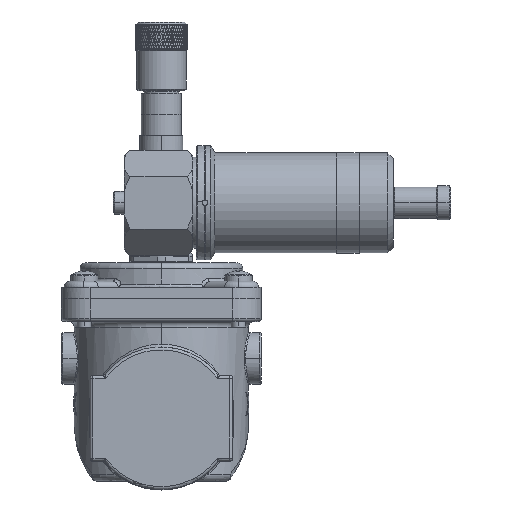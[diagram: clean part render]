
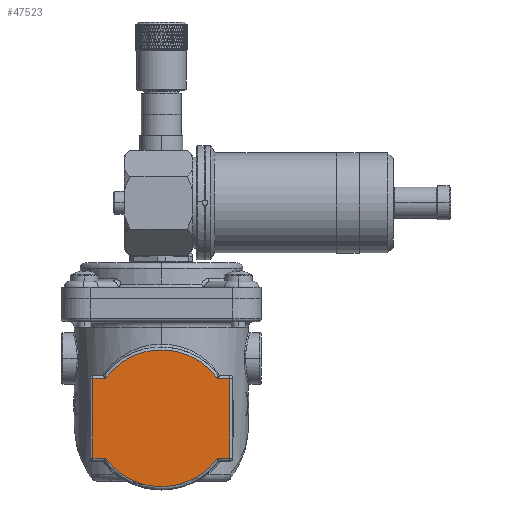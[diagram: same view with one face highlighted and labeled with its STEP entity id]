
A CAD part, top view. The second image highlights one B-rep face of the part: STEP entity #47523.
In plain terms, the highlighted planar face has unit normal (0, 0, 1).
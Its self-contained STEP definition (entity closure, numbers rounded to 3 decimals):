
#1542 = EDGE_CURVE ( 'Defeature completata1_91+Defeature completata1_115+Defeature completata1_111+Defeature completata1_117', #67506, #34645, #83797, .T. ) ;
#6228 = FACE_OUTER_BOUND ( 'NONE', #63998, .T. ) ;
#6634 = DIRECTION ( 'NONE',  ( 1., 0., 0. ) ) ;
#11753 = CIRCLE ( 'NONE', #29513, 24. ) ;
#13201 = ORIENTED_EDGE ( 'NONE', *, *, #88928, .T. ) ;
#13819 = PLANE ( 'NONE',  #56849 ) ;
#15106 = VERTEX_POINT ( 'NONE', #93064 ) ;
#15983 = LINE ( 'NONE', #16989, #58373 ) ;
#16989 = CARTESIAN_POINT ( 'NONE',  ( -24., -56., 48. ) ) ;
#17046 = ORIENTED_EDGE ( 'NONE', *, *, #96646, .T. ) ;
#18755 = CARTESIAN_POINT ( 'NONE',  ( -24., -56., 48. ) ) ;
#19403 = ORIENTED_EDGE ( 'NONE', *, *, #62915, .T. ) ;
#19880 = CARTESIAN_POINT ( 'NONE',  ( 0., -42., 48. ) ) ;
#19964 = CARTESIAN_POINT ( 'NONE',  ( -24., -28., 48. ) ) ;
#20402 = VECTOR ( 'NONE', #57641, 1000. ) ;
#21406 = DIRECTION ( 'NONE',  ( 0., 0., 1. ) ) ;
#22149 = EDGE_CURVE ( 'Defeature completata1_91+Defeature completata1_117+Defeature completata1_115+Defeature completata1_119', #34645, #40480, #35919, .T. ) ;
#28005 = CARTESIAN_POINT ( 'NONE',  ( -24., -28., 48. ) ) ;
#28699 = VERTEX_POINT ( 'NONE', #72449 ) ;
#29284 = CARTESIAN_POINT ( 'NONE',  ( -24., -28., 48. ) ) ;
#29513 = AXIS2_PLACEMENT_3D ( 'NONE', #19880, #44127, #74918 ) ;
#30904 = CARTESIAN_POINT ( 'NONE',  ( 0., -42., 48. ) ) ;
#33367 = ORIENTED_EDGE ( 'NONE', *, *, #58520, .T. ) ;
#34645 = VERTEX_POINT ( 'NONE', #57315 ) ;
#35919 = CIRCLE ( 'NONE', #87536, 24. ) ;
#35990 = VECTOR ( 'NONE', #52029, 1000. ) ;
#40480 = VERTEX_POINT ( 'NONE', #65782 ) ;
#42210 = LINE ( 'NONE', #19964, #81569 ) ;
#44127 = DIRECTION ( 'NONE',  ( 0., 0., 1. ) ) ;
#46435 = CARTESIAN_POINT ( 'NONE',  ( -24., -28., 48. ) ) ;
#47523 = ADVANCED_FACE ( 'Defeature completata1_91', ( #6228 ), #13819, .T. ) ;
#47913 = CARTESIAN_POINT ( 'NONE',  ( 24., -56., 48. ) ) ;
#50243 = VERTEX_POINT ( 'NONE', #74403 ) ;
#51440 = CARTESIAN_POINT ( 'NONE',  ( 24., -28., 48. ) ) ;
#52029 = DIRECTION ( 'NONE',  ( -1., 0., 0. ) ) ;
#54374 = DIRECTION ( 'NONE',  ( 1., 0., 0. ) ) ;
#55871 = ORIENTED_EDGE ( 'NONE', *, *, #1542, .T. ) ;
#56849 = AXIS2_PLACEMENT_3D ( 'NONE', #28005, #21406, #73476 ) ;
#57315 = CARTESIAN_POINT ( 'NONE',  ( 19.494, -28., 48. ) ) ;
#57336 = EDGE_CURVE ( 'Defeature completata1_91+Defeature completata1_108+Defeature completata1_110+Defeature completata1_111', #28699, #64562, #15983, .T. ) ;
#57641 = DIRECTION ( 'NONE',  ( 1., 0., 0. ) ) ;
#58129 = LINE ( 'NONE', #18755, #20402 ) ;
#58373 = VECTOR ( 'NONE', #54374, 1000. ) ;
#58520 = EDGE_CURVE ( 'Defeature completata1_91+Defeature completata1_119+Defeature completata1_117+Defeature completata1_116', #40480, #15106, #82329, .T. ) ;
#60714 = LINE ( 'NONE', #61214, #75906 ) ;
#61214 = CARTESIAN_POINT ( 'NONE',  ( 24., -28., 48. ) ) ;
#61569 = DIRECTION ( 'NONE',  ( -1., 0., 0. ) ) ;
#61730 = DIRECTION ( 'NONE',  ( 0., 0., 1. ) ) ;
#62915 = EDGE_CURVE ( 'Defeature completata1_91+Defeature completata1_111+Defeature completata1_108+Defeature completata1_115', #64562, #67506, #60714, .T. ) ;
#63998 = EDGE_LOOP ( 'NONE', ( #33367, #74176, #17046, #13201, #79834, #19403, #55871, #78221 ) ) ;
#64562 = VERTEX_POINT ( 'NONE', #47913 ) ;
#65782 = CARTESIAN_POINT ( 'NONE',  ( -19.494, -28., 48. ) ) ;
#65924 = CARTESIAN_POINT ( 'NONE',  ( -24., -56., 48. ) ) ;
#67115 = VECTOR ( 'NONE', #61569, 1000. ) ;
#67506 = VERTEX_POINT ( 'NONE', #51440 ) ;
#72449 = CARTESIAN_POINT ( 'NONE',  ( 19.494, -56., 48. ) ) ;
#73476 = DIRECTION ( 'NONE',  ( 1., 0., 0. ) ) ;
#74176 = ORIENTED_EDGE ( 'NONE', *, *, #94763, .T. ) ;
#74403 = CARTESIAN_POINT ( 'NONE',  ( -19.494, -56., 48. ) ) ;
#74918 = DIRECTION ( 'NONE',  ( 1., 0., 0. ) ) ;
#75906 = VECTOR ( 'NONE', #99080, 1000. ) ;
#78221 = ORIENTED_EDGE ( 'NONE', *, *, #22149, .T. ) ;
#79834 = ORIENTED_EDGE ( 'NONE', *, *, #57336, .T. ) ;
#81569 = VECTOR ( 'NONE', #89163, 1000. ) ;
#82329 = LINE ( 'NONE', #29284, #35990 ) ;
#83797 = LINE ( 'NONE', #46435, #67115 ) ;
#85618 = VERTEX_POINT ( 'NONE', #65924 ) ;
#87536 = AXIS2_PLACEMENT_3D ( 'NONE', #30904, #61730, #6634 ) ;
#88928 = EDGE_CURVE ( 'Defeature completata1_91+Defeature completata1_110+Defeature completata1_112+Defeature completata1_108', #50243, #28699, #11753, .T. ) ;
#89163 = DIRECTION ( 'NONE',  ( 0., -1., 0. ) ) ;
#93064 = CARTESIAN_POINT ( 'NONE',  ( -24., -28., 48. ) ) ;
#94763 = EDGE_CURVE ( 'Defeature completata1_91+Defeature completata1_116+Defeature completata1_119+Defeature completata1_112', #15106, #85618, #42210, .T. ) ;
#96646 = EDGE_CURVE ( 'Defeature completata1_91+Defeature completata1_112+Defeature completata1_116+Defeature completata1_110', #85618, #50243, #58129, .T. ) ;
#99080 = DIRECTION ( 'NONE',  ( 0., 1., 0. ) ) ;
